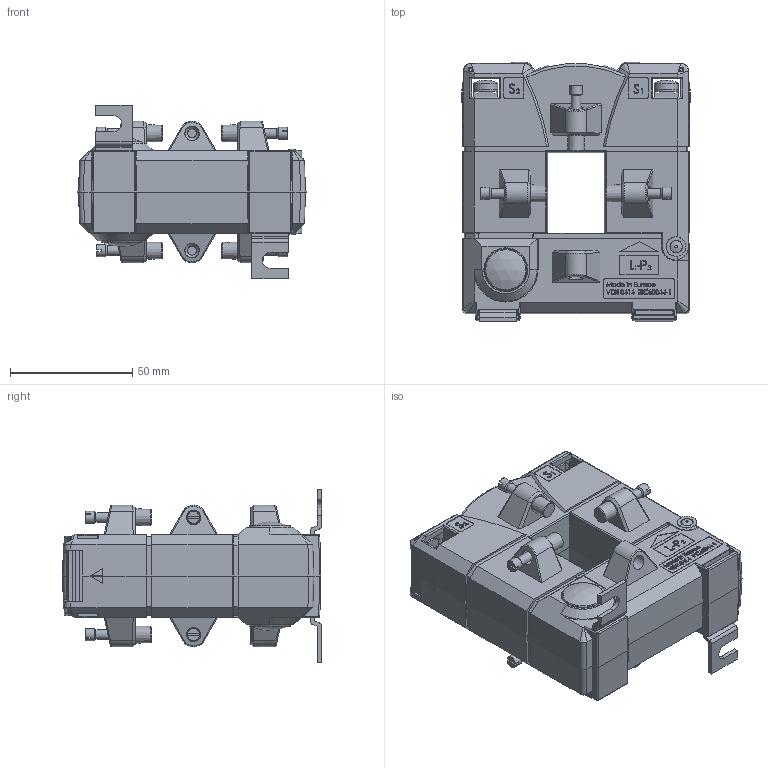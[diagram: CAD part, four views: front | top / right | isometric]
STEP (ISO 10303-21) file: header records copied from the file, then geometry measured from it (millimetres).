
FILE_DESCRIPTION (( 'STEP AP214' ), '1' );
FILE_NAME ('KBU_23.STEP', '2016-05-31T13:09:09', ( '' ), ( '' ), 'SwSTEP 2.0', 'SolidWorks 2015', '' );
FILE_SCHEMA (( 'AUTOMOTIVE_DESIGN' ));
Length unit declared in the file: millimetre
Products named in the file (1): KBU_23
Bounding box: 93.4 x 106.15 x 71 mm (x, y, z)
Volume: 124414.8 mm3; surface area: 109501.3 mm2
Topology: 34 solids, 34 shells, 3115 faces, 8183 edges, 5248 vertices
Faces by surface type: plane 1801, cylinder 511, cone 375, bspline 260, torus 140, sphere 28
Full cylindrical faces by diameter (mm): 1.5 x4, 2 x2, 3 x10, 3.75 x8, 3.8 x6, 4 x6, 4.1 x6, 4.2 x4, 5 x13, 5.3 x4, 5.8 x2, 8 x1, 10 x8
Entity records: 143391 total; most frequent: CARTESIAN_POINT 35846, ORIENTED_EDGE 15960, DIRECTION 13743, EDGE_CURVE 7980, VERTEX_POINT 5200, LINE 5179, VECTOR 5179, AXIS2_PLACEMENT_3D 4282
